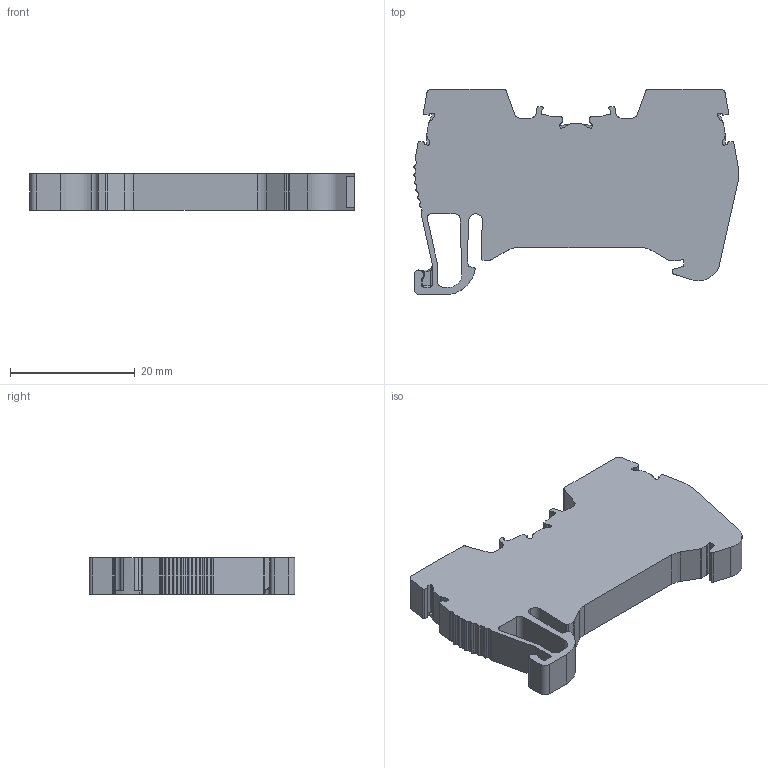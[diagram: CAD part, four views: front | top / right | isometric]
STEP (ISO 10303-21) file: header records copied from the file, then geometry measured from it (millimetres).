
FILE_DESCRIPTION (( 'STEP AP203' ), '1' );
FILE_NAME ('Hibrit 2,5.STEP', '2021-01-21T11:34:05', ( '' ), ( '' ), 'SwSTEP 2.0', 'SolidWorks 2019', '' );
FILE_SCHEMA (( 'CONFIG_CONTROL_DESIGN' ));
Length unit declared in the file: millimetre
Products named in the file (1): Hibrit 2,5
Bounding box: 52 x 33 x 5.8 mm (x, y, z)
Volume: 6614.1 mm3; surface area: 4174.1 mm2
Topology: 1 solids, 3 shells, 328 faces, 950 edges, 629 vertices
Faces by surface type: plane 156, cylinder 142, torus 17, cone 8, bspline 5
Entity records: 11281 total; most frequent: CARTESIAN_POINT 2420, ORIENTED_EDGE 1896, DIRECTION 1847, EDGE_CURVE 948, AXIS2_PLACEMENT_3D 644, VERTEX_POINT 629, LINE 559, VECTOR 559
